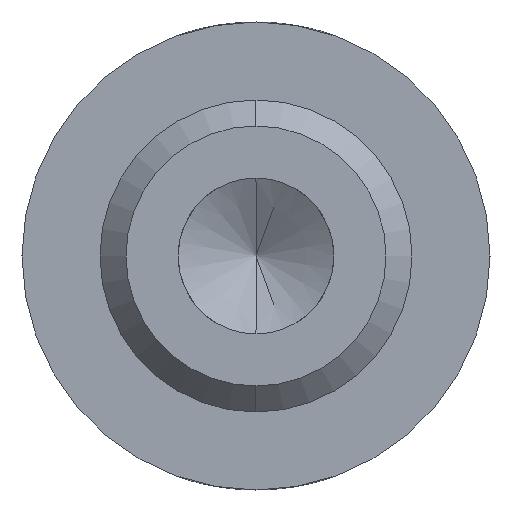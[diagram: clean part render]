
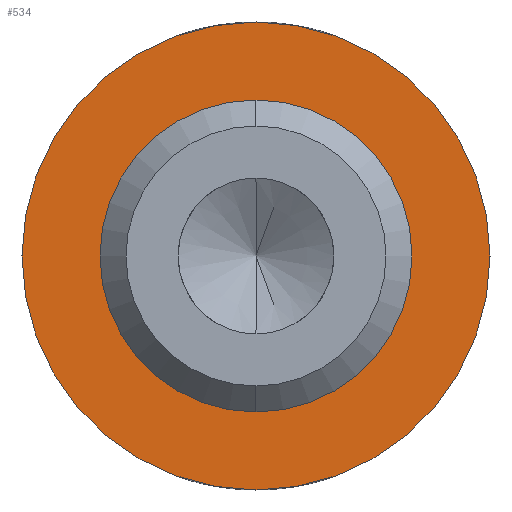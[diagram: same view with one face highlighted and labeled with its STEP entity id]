
A CAD part, left-side view. The second image highlights one B-rep face of the part: STEP entity #534.
In plain terms, the highlighted planar face has unit normal (-1, 0, 0).
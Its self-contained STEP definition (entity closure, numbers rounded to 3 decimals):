
#5 = CARTESIAN_POINT ( 'NONE',  ( -25., 0., -9. ) ) ;
#24 = CIRCLE ( 'NONE', #140, 6. ) ;
#39 = EDGE_CURVE ( 'NONE', #97, #145, #181, .T. ) ;
#46 = DIRECTION ( 'NONE',  ( -1., 0., 0. ) ) ;
#48 = DIRECTION ( 'NONE',  ( 0., 0., 1. ) ) ;
#97 = VERTEX_POINT ( 'NONE', #157 ) ;
#112 = AXIS2_PLACEMENT_3D ( 'NONE', #552, #549, #670 ) ;
#129 = EDGE_CURVE ( 'NONE', #561, #538, #485, .T. ) ;
#140 = AXIS2_PLACEMENT_3D ( 'NONE', #515, #509, #48 ) ;
#145 = VERTEX_POINT ( 'NONE', #490 ) ;
#156 = ORIENTED_EDGE ( 'NONE', *, *, #39, .F. ) ;
#157 = CARTESIAN_POINT ( 'NONE',  ( -25., 0., -6. ) ) ;
#181 = CIRCLE ( 'NONE', #254, 6. ) ;
#187 = ORIENTED_EDGE ( 'NONE', *, *, #347, .F. ) ;
#254 = AXIS2_PLACEMENT_3D ( 'NONE', #585, #275, #537 ) ;
#275 = DIRECTION ( 'NONE',  ( -1., 0., 0. ) ) ;
#305 = DIRECTION ( 'NONE',  ( 0., 0., -1. ) ) ;
#306 = EDGE_LOOP ( 'NONE', ( #187, #156 ) ) ;
#309 = DIRECTION ( 'NONE',  ( 0., 0., 1. ) ) ;
#347 = EDGE_CURVE ( 'NONE', #145, #97, #24, .T. ) ;
#389 = CARTESIAN_POINT ( 'NONE',  ( -25., 6., 0. ) ) ;
#394 = PLANE ( 'NONE',  #395 ) ;
#395 = AXIS2_PLACEMENT_3D ( 'NONE', #389, #508, #305 ) ;
#482 = ORIENTED_EDGE ( 'NONE', *, *, #640, .T. ) ;
#485 = CIRCLE ( 'NONE', #112, 9. ) ;
#490 = CARTESIAN_POINT ( 'NONE',  ( -25., 0., 6. ) ) ;
#508 = DIRECTION ( 'NONE',  ( 1., 0., 0. ) ) ;
#509 = DIRECTION ( 'NONE',  ( -1., 0., 0. ) ) ;
#515 = CARTESIAN_POINT ( 'NONE',  ( -25., 0., 0. ) ) ;
#534 = ADVANCED_FACE ( 'NONE', ( #815, #808 ), #394, .F. ) ;
#537 = DIRECTION ( 'NONE',  ( 0., 0., 1. ) ) ;
#538 = VERTEX_POINT ( 'NONE', #5 ) ;
#549 = DIRECTION ( 'NONE',  ( -1., 0., 0. ) ) ;
#552 = CARTESIAN_POINT ( 'NONE',  ( -25., 0., 0. ) ) ;
#561 = VERTEX_POINT ( 'NONE', #683 ) ;
#585 = CARTESIAN_POINT ( 'NONE',  ( -25., 0., 0. ) ) ;
#621 = ORIENTED_EDGE ( 'NONE', *, *, #129, .T. ) ;
#626 = CARTESIAN_POINT ( 'NONE',  ( -25., 0., 0. ) ) ;
#629 = AXIS2_PLACEMENT_3D ( 'NONE', #626, #46, #309 ) ;
#640 = EDGE_CURVE ( 'NONE', #538, #561, #652, .T. ) ;
#652 = CIRCLE ( 'NONE', #629, 9. ) ;
#670 = DIRECTION ( 'NONE',  ( 0., 0., 1. ) ) ;
#683 = CARTESIAN_POINT ( 'NONE',  ( -25., 0., 9. ) ) ;
#746 = EDGE_LOOP ( 'NONE', ( #621, #482 ) ) ;
#808 = FACE_OUTER_BOUND ( 'NONE', #746, .T. ) ;
#815 = FACE_BOUND ( 'NONE', #306, .T. ) ;
